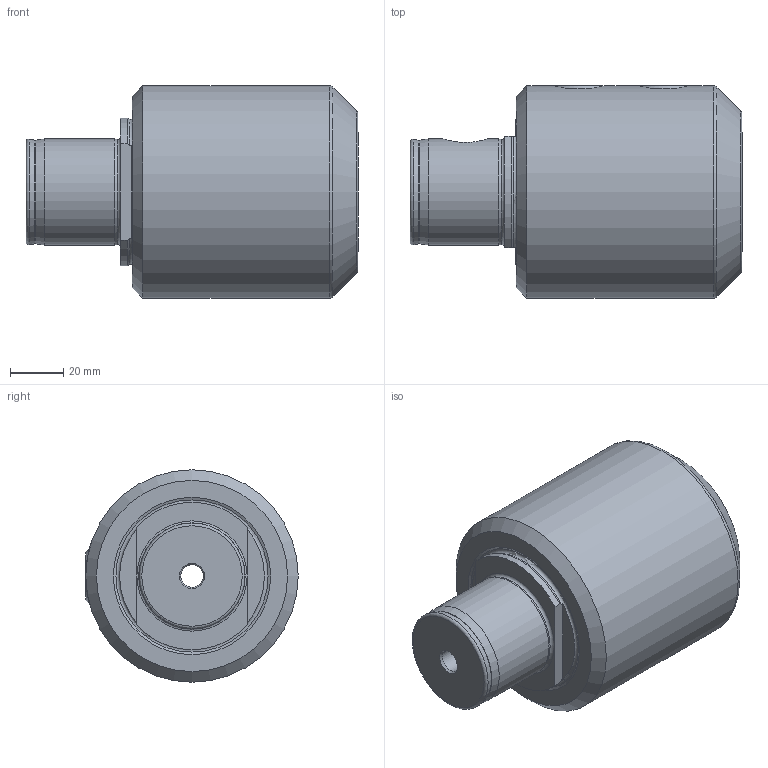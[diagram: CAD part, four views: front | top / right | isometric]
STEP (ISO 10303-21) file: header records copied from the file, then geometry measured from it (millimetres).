
FILE_DESCRIPTION (( 'STEP AP214' ), '1' );
FILE_NAME ('MB7.W40.K01.085.STEP', '2021-02-16T11:20:09', ( '' ), ( '' ), 'SwSTEP 2.0', 'SolidWorks 2017', '' );
FILE_SCHEMA (( 'AUTOMOTIVE_DESIGN' ));
Length unit declared in the file: millimetre
Products named in the file (3): MB7.W40.K01.085; W40-ER1.001.020; MB7-W40.K01.085_C
Assembly tree (3 placements, depth 2):
  MB7.W40.K01.085
    MB7-W40.K01.085_C
    W40-ER1.001.020  x2
Bounding box: 125 x 80 x 80 mm (x, y, z)
Volume: 366936.2 mm3; surface area: 50669.1 mm2
Topology: 3 solids, 3 shells, 86 faces, 198 edges, 119 vertices
Faces by surface type: plane 39, cone 22, cylinder 14, torus 9, bspline 2
Full cylindrical faces by diameter (mm): 8.5 x1, 10 x3, 18 x2, 20 x2, 40 x2, 42 x1, 80 x1
Entity records: 3267 total; most frequent: CARTESIAN_POINT 1810, DIRECTION 268, ORIENTED_EDGE 214, AXIS2_PLACEMENT_3D 120, EDGE_LOOP 109, EDGE_CURVE 107, FACE_OUTER_BOUND 85, VERTEX_POINT 82
